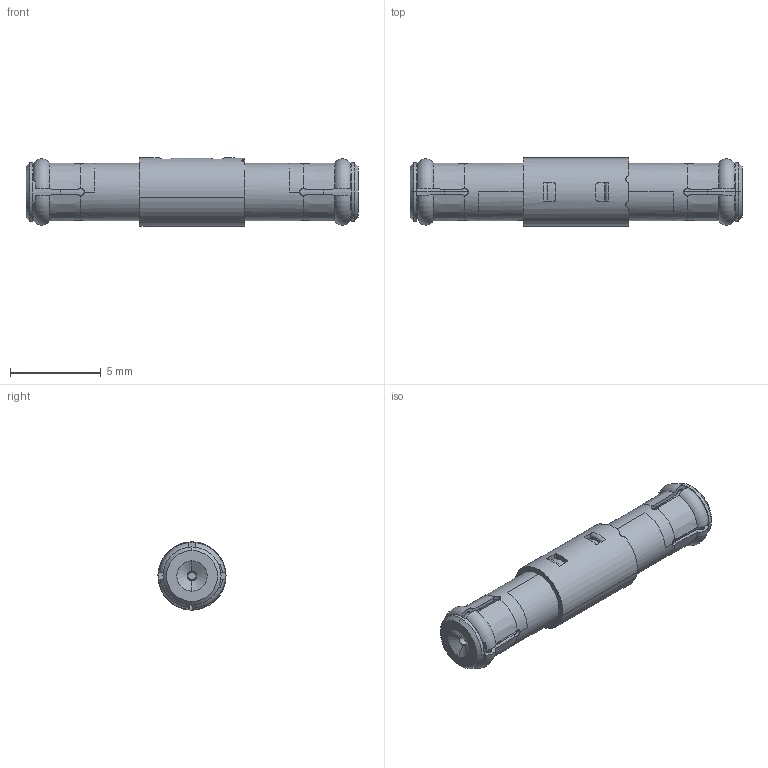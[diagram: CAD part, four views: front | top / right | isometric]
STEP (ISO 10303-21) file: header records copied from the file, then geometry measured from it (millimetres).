
FILE_DESCRIPTION((''),'2;1');
FILE_NAME('920-517A-52S_SW0002','2020-10-07T16:40:17',('karthik'),(''),'CREO PARAMETRIC BY PTC INC, 2019444','CREO PARAMETRIC BY PTC INC, 2019444','');
FILE_SCHEMA(('CONFIG_CONTROL_DESIGN'));
Length unit declared in the file: millimetre
Products named in the file (1): 920-517A-52S_SW0002
Bounding box: 18.28 x 3.75 x 3.75 mm (x, y, z)
Volume: 131.7 mm3; surface area: 425.4 mm2
Topology: 1 solids, 1 shells, 289 faces, 817 edges, 538 vertices
Faces by surface type: plane 110, cylinder 105, cone 46, torus 28
Entity records: 10954 total; most frequent: CARTESIAN_POINT 3927, ORIENTED_EDGE 1634, DIRECTION 1235, EDGE_CURVE 817, VERTEX_POINT 538, AXIS2_PLACEMENT_3D 479, B_SPLINE_CURVE_WITH_KNOTS 350, EDGE_LOOP 303
